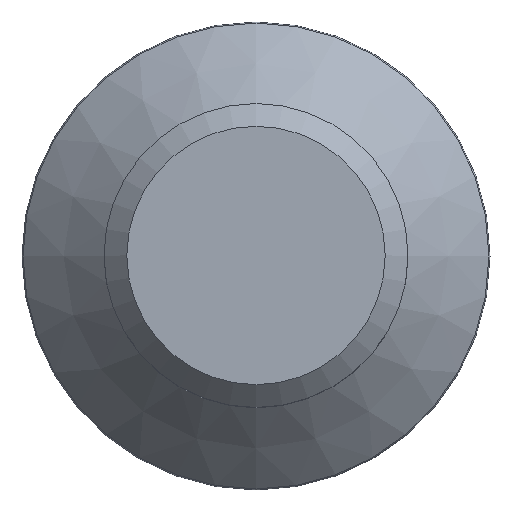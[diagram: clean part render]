
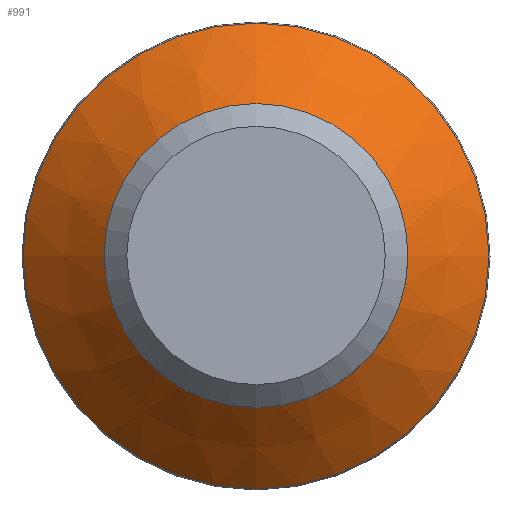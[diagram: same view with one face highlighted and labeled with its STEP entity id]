
A CAD part, top view. The second image highlights one B-rep face of the part: STEP entity #991.
In plain terms, the highlighted conical face has half-angle 45 degrees and reference radius 2.575 mm.
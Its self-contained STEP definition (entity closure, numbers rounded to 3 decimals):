
#960=CARTESIAN_POINT('',(-3.065,0.,-1.065));
#961=VERTEX_POINT('',#960);
#962=CARTESIAN_POINT('',(0.0,0.,-1.065));
#963=DIRECTION('',(0.0,0.0,-1.0));
#964=DIRECTION('',(1.0,0.0,0.0));
#965=AXIS2_PLACEMENT_3D('',#962,#963,#964);
#966=CIRCLE('',#965,3.065);
#967=EDGE_CURVE('',#961,#961,#966,.T.);
#972=CARTESIAN_POINT('',(0.0,0.0,-0.575));
#973=DIRECTION('',(0.0,0.0,-1.0));
#974=DIRECTION('',(1.0,0.0,0.0));
#975=AXIS2_PLACEMENT_3D('',#972,#973,#974);
#976=CONICAL_SURFACE('',#975,2.575,45.);
#977=CARTESIAN_POINT('',(2.,0.,0.0));
#978=VERTEX_POINT('',#977);
#979=CARTESIAN_POINT('',(0.0,0.0,0.0));
#980=DIRECTION('',(0.0,0.0,-1.0));
#981=DIRECTION('',(-1.0,0.0,0.0));
#982=AXIS2_PLACEMENT_3D('',#979,#980,#981);
#983=CIRCLE('',#982,2.);
#984=EDGE_CURVE('',#978,#978,#983,.T.);
#985=ORIENTED_EDGE('',*,*,#984,.T.);
#986=EDGE_LOOP('',(#985));
#987=FACE_OUTER_BOUND('',#986,.T.);
#988=ORIENTED_EDGE('',*,*,#967,.F.);
#989=EDGE_LOOP('',(#988));
#990=FACE_BOUND('',#989,.T.);
#991=ADVANCED_FACE('',(#987,#990),#976,.T.);
